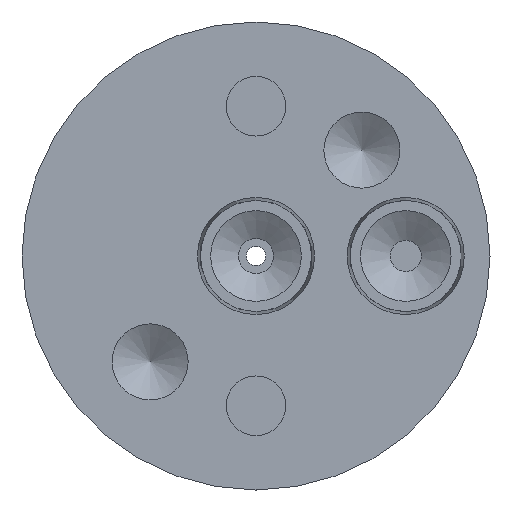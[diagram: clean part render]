
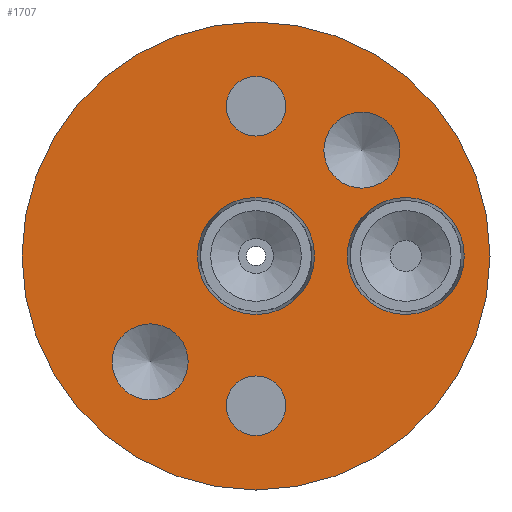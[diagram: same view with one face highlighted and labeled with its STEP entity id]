
A CAD part, front view. The second image highlights one B-rep face of the part: STEP entity #1707.
In plain terms, the highlighted planar face has unit normal (0, -1, 0).
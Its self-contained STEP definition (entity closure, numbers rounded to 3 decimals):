
#12 = FACE_BOUND ( 'NONE', #2599, .T. ) ;
#58 = CARTESIAN_POINT ( 'NONE',  ( 0., -12.7, -12.179 ) ) ;
#103 = CARTESIAN_POINT ( 'NONE',  ( 0., -12.7, 15.875 ) ) ;
#227 = EDGE_CURVE ( 'NONE', #1582, #1582, #2118, .T. ) ;
#244 = FACE_BOUND ( 'NONE', #658, .T. ) ;
#281 = AXIS2_PLACEMENT_3D ( 'NONE', #2518, #984, #2745 ) ;
#284 = CARTESIAN_POINT ( 'NONE',  ( 0., -12.7, -3.969 ) ) ;
#295 = CARTESIAN_POINT ( 'NONE',  ( -7.184, -12.7, -7.184 ) ) ;
#325 = ORIENTED_EDGE ( 'NONE', *, *, #2651, .F. ) ;
#368 = EDGE_CURVE ( 'NONE', #484, #484, #511, .T. ) ;
#416 = EDGE_LOOP ( 'NONE', ( #325 ) ) ;
#434 = EDGE_LOOP ( 'NONE', ( #1396 ) ) ;
#441 = FACE_BOUND ( 'NONE', #1689, .T. ) ;
#469 = FACE_BOUND ( 'NONE', #1964, .T. ) ;
#478 = ORIENTED_EDGE ( 'NONE', *, *, #1017, .F. ) ;
#484 = VERTEX_POINT ( 'NONE', #2419 ) ;
#491 = VERTEX_POINT ( 'NONE', #58 ) ;
#511 = CIRCLE ( 'NONE', #281, 2.019 ) ;
#543 = AXIS2_PLACEMENT_3D ( 'NONE', #1265, #2313, #1253 ) ;
#590 = CIRCLE ( 'NONE', #1048, 3.969 ) ;
#658 = EDGE_LOOP ( 'NONE', ( #478 ) ) ;
#718 = CARTESIAN_POINT ( 'NONE',  ( 7.184, -12.7, 4.604 ) ) ;
#813 = AXIS2_PLACEMENT_3D ( 'NONE', #295, #2738, #1123 ) ;
#824 = EDGE_LOOP ( 'NONE', ( #1285 ) ) ;
#984 = DIRECTION ( 'NONE',  ( 0., -1., 0. ) ) ;
#1017 = EDGE_CURVE ( 'NONE', #2266, #2266, #590, .T. ) ;
#1037 = CIRCLE ( 'NONE', #2400, 15.875 ) ;
#1038 = AXIS2_PLACEMENT_3D ( 'NONE', #1555, #2408, #1970 ) ;
#1041 = CARTESIAN_POINT ( 'NONE',  ( 0., -12.7, 0. ) ) ;
#1048 = AXIS2_PLACEMENT_3D ( 'NONE', #1526, #2398, #2460 ) ;
#1092 = ORIENTED_EDGE ( 'NONE', *, *, #1298, .F. ) ;
#1122 = CARTESIAN_POINT ( 'NONE',  ( -15.875, -12.7, 0. ) ) ;
#1123 = DIRECTION ( 'NONE',  ( 0., 0., -1. ) ) ;
#1253 = DIRECTION ( 'NONE',  ( 0., 0., -1. ) ) ;
#1265 = CARTESIAN_POINT ( 'NONE',  ( 7.184, -12.7, 7.184 ) ) ;
#1285 = ORIENTED_EDGE ( 'NONE', *, *, #2472, .F. ) ;
#1298 = EDGE_CURVE ( 'NONE', #1614, #1614, #2310, .T. ) ;
#1353 = VERTEX_POINT ( 'NONE', #2428 ) ;
#1396 = ORIENTED_EDGE ( 'NONE', *, *, #368, .F. ) ;
#1476 = AXIS2_PLACEMENT_3D ( 'NONE', #1122, #2008, #2834 ) ;
#1515 = DIRECTION ( 'NONE',  ( 0., -1., 0. ) ) ;
#1526 = CARTESIAN_POINT ( 'NONE',  ( 0., -12.7, 0. ) ) ;
#1555 = CARTESIAN_POINT ( 'NONE',  ( 10.16, -12.7, 0. ) ) ;
#1582 = VERTEX_POINT ( 'NONE', #1998 ) ;
#1614 = VERTEX_POINT ( 'NONE', #718 ) ;
#1689 = EDGE_LOOP ( 'NONE', ( #1092 ) ) ;
#1707 = ADVANCED_FACE ( 'NONE', ( #441, #469, #1748, #12, #244, #2178, #2650 ), #1952, .T. ) ;
#1729 = ORIENTED_EDGE ( 'NONE', *, *, #227, .F. ) ;
#1748 = FACE_BOUND ( 'NONE', #434, .T. ) ;
#1903 = EDGE_CURVE ( 'NONE', #491, #491, #1914, .T. ) ;
#1908 = ORIENTED_EDGE ( 'NONE', *, *, #1903, .F. ) ;
#1914 = CIRCLE ( 'NONE', #2287, 2.019 ) ;
#1924 = CIRCLE ( 'NONE', #1038, 3.969 ) ;
#1952 = PLANE ( 'NONE',  #1476 ) ;
#1964 = EDGE_LOOP ( 'NONE', ( #1729 ) ) ;
#1970 = DIRECTION ( 'NONE',  ( 0., 0., -1. ) ) ;
#1998 = CARTESIAN_POINT ( 'NONE',  ( -7.184, -12.7, -9.764 ) ) ;
#2008 = DIRECTION ( 'NONE',  ( 0., -1., 0. ) ) ;
#2118 = CIRCLE ( 'NONE', #813, 2.58 ) ;
#2157 = CARTESIAN_POINT ( 'NONE',  ( 0., -12.7, -10.16 ) ) ;
#2178 = FACE_BOUND ( 'NONE', #824, .T. ) ;
#2266 = VERTEX_POINT ( 'NONE', #284 ) ;
#2287 = AXIS2_PLACEMENT_3D ( 'NONE', #2157, #1515, #2842 ) ;
#2310 = CIRCLE ( 'NONE', #543, 2.58 ) ;
#2313 = DIRECTION ( 'NONE',  ( 0., -1., 0. ) ) ;
#2320 = VERTEX_POINT ( 'NONE', #103 ) ;
#2398 = DIRECTION ( 'NONE',  ( 0., -1., 0. ) ) ;
#2400 = AXIS2_PLACEMENT_3D ( 'NONE', #1041, #2565, #2838 ) ;
#2408 = DIRECTION ( 'NONE',  ( 0., -1., 0. ) ) ;
#2419 = CARTESIAN_POINT ( 'NONE',  ( 0., -12.7, 8.141 ) ) ;
#2428 = CARTESIAN_POINT ( 'NONE',  ( 10.16, -12.7, -3.969 ) ) ;
#2460 = DIRECTION ( 'NONE',  ( 0., 0., -1. ) ) ;
#2472 = EDGE_CURVE ( 'NONE', #1353, #1353, #1924, .T. ) ;
#2518 = CARTESIAN_POINT ( 'NONE',  ( 0., -12.7, 10.16 ) ) ;
#2565 = DIRECTION ( 'NONE',  ( 0., 1., 0. ) ) ;
#2599 = EDGE_LOOP ( 'NONE', ( #1908 ) ) ;
#2650 = FACE_OUTER_BOUND ( 'NONE', #416, .T. ) ;
#2651 = EDGE_CURVE ( 'NONE', #2320, #2320, #1037, .T. ) ;
#2738 = DIRECTION ( 'NONE',  ( 0., -1., 0. ) ) ;
#2745 = DIRECTION ( 'NONE',  ( 0., 0., -1. ) ) ;
#2834 = DIRECTION ( 'NONE',  ( 0., 0., -1. ) ) ;
#2838 = DIRECTION ( 'NONE',  ( 0., 0., 1. ) ) ;
#2842 = DIRECTION ( 'NONE',  ( 0., 0., -1. ) ) ;
